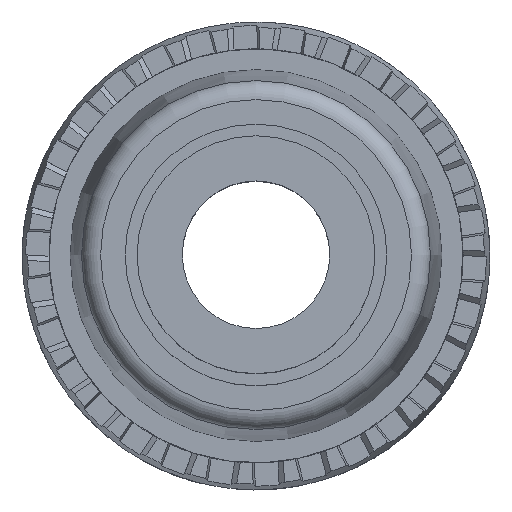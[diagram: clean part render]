
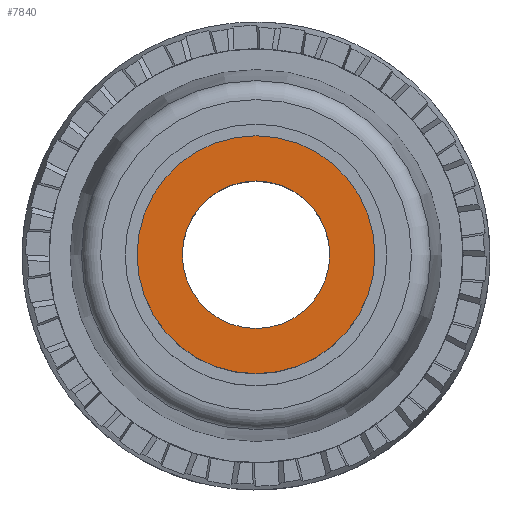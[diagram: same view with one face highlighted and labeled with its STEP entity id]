
A CAD part, top view. The second image highlights one B-rep face of the part: STEP entity #7840.
In plain terms, the highlighted face is planar.
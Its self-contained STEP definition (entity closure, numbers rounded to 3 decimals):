
#1440=PLANE($,#8309);
#1850=FACE_BOUND($,#2338,.T.);
#1851=FACE_BOUND($,#2339,.T.);
#2338=EDGE_LOOP($,(#5313));
#2339=EDGE_LOOP($,(#5314));
#2801=CIRCLE($,#8299,15.5);
#2805=CIRCLE($,#8308,25.);
#3210=VERTEX_POINT($,#12031);
#3214=VERTEX_POINT($,#12044);
#4044=EDGE_CURVE($,#3210,#3210,#2801,.T.);
#4048=EDGE_CURVE($,#3214,#3214,#2805,.T.);
#5313=ORIENTED_EDGE($,*,*,#4044,.T.);
#5314=ORIENTED_EDGE($,*,*,#4048,.T.);
#7840=ADVANCED_FACE($,(#1850,#1851),#1440,.F.);
#8299=AXIS2_PLACEMENT_3D($,#12032,#9375,#9376);
#8308=AXIS2_PLACEMENT_3D($,#12045,#9393,#9394);
#8309=AXIS2_PLACEMENT_3D($,#12046,#9395,#9396);
#9375=DIRECTION('center_axis',(0.,0.,1.));
#9376=DIRECTION('ref_axis',(1.,0.,0.));
#9393=DIRECTION('center_axis',(0.,0.,-1.));
#9394=DIRECTION('ref_axis',(-1.,0.,0.));
#9395=DIRECTION('center_axis',(0.,0.,1.));
#9396=DIRECTION('ref_axis',(1.,0.,0.));
#12031=CARTESIAN_POINT('',(-15.5,0.,0.));
#12032=CARTESIAN_POINT('Origin',(0.,0.,0.));
#12044=CARTESIAN_POINT('',(25.,0.,0.));
#12045=CARTESIAN_POINT('Origin',(0.,0.,0.));
#12046=CARTESIAN_POINT('Origin',(0.,0.,
0.));
